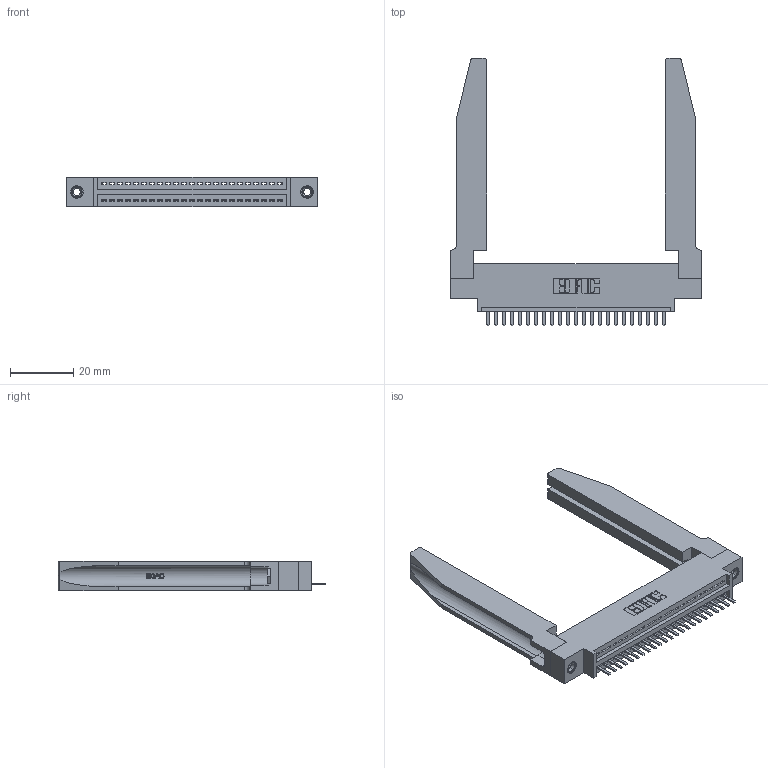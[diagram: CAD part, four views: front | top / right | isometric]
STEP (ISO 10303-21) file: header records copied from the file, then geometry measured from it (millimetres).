
FILE_DESCRIPTION (( 'STEP AP203' ), '1' );
FILE_NAME ('395-023-520-678.STEP', '2019-10-18T04:05:42', ( '' ), ( '' ), 'SwSTEP 2.0', 'SolidWorks 2016', '' );
FILE_SCHEMA (( 'CONFIG_CONTROL_DESIGN' ));
Length unit declared in the file: inch
Products named in the file (5): 345 Part_0.170 Offset - 0.156 Dia-TH; 345-250-001_345-250-001-102; 345-292-001_345-293-120; 395-023-520-678; 345-220-078_345-220-078
Assembly tree (28 placements, depth 2):
  395-023-520-678
    345 Part_0.170 Offset - 0.156 Dia-TH
    345-292-001_345-293-120  x23
    345-250-001_345-250-001-102  x2
    345-220-078_345-220-078  x2
Bounding box: 79.65 x 84.96 x 9.4 mm (x, y, z)
Volume: 15001 mm3; surface area: 16106.1 mm2
Topology: 28 solids, 28 shells, 1790 faces, 5193 edges, 3390 vertices
Faces by surface type: plane 1192, cylinder 546, bspline 36, cone 12, torus 4
Entity records: 24854 total; most frequent: CARTESIAN_POINT 5216, ORIENTED_EDGE 4058, DIRECTION 3577, EDGE_CURVE 2029, VECTOR 1707, LINE 1707, VERTEX_POINT 1344, AXIS2_PLACEMENT_3D 935
